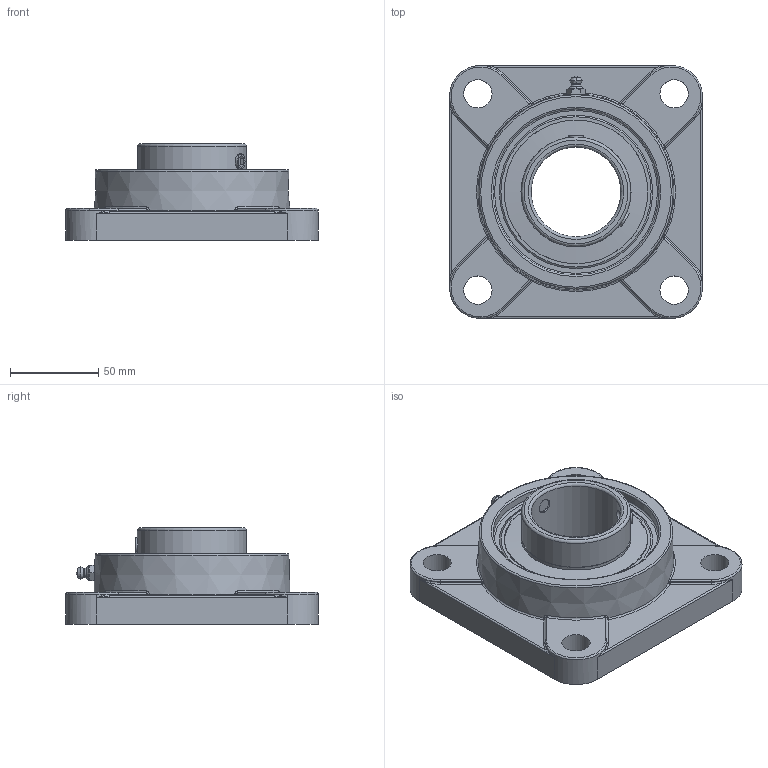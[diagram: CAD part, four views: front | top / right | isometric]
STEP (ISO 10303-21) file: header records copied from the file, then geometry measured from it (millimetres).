
FILE_DESCRIPTION(('HOOPS Exchange Step'),'2;1');
FILE_NAME('export-32A19F50-60DD-4C91-9C7A-810A45901544.stp','2019-12-12T15:43:47-08:00',('ibuslach'),('Alibre'),'HOOPS Exchange 2019.2','Alibre','Unknown authorisation');
FILE_SCHEMA( ('AP242_MANAGED_MODEL_BASED_3D_ENGINEERING_MIM_LF {1 0 10303 442 1 1 4 }') );
Length unit declared in the file: centimetre
Products named in the file (7): MRN SF 210; UCP ZERK 6mm; SUC 210-32 RACES; SUC 210 SHIELD; SUC 210 SS; MRN SUC 210-32; MRN SUCF 210-32
Assembly tree (8 placements, depth 3):
  MRN SUCF 210-32
    MRN SF 210
    UCP ZERK 6mm
    MRN SUC 210-32
      SUC 210-32 RACES
      SUC 210 SHIELD  x2
      SUC 210 SS  x2
Bounding box: 143 x 143 x 54.6 mm (x, y, z)
Volume: 351050.3 mm3; surface area: 104290.2 mm2
Topology: 8 solids, 8 shells, 231 faces, 580 edges, 344 vertices
Faces by surface type: plane 66, cylinder 63, torus 38, bspline 28, cone 19, sphere 17
Full cylindrical faces by diameter (mm): 1.507 x2, 6 x2, 8.382 x4, 16 x4, 50.8 x1, 61.722 x3, 62.23 x2, 81.28 x3, 93.98 x1, 99.06 x1
Entity records: 11457 total; most frequent: CARTESIAN_POINT 6307, DIRECTION 1088, ORIENTED_EDGE 1026, EDGE_CURVE 513, AXIS2_PLACEMENT_3D 467, VERTEX_POINT 313, CIRCLE 260, EDGE_LOOP 240
